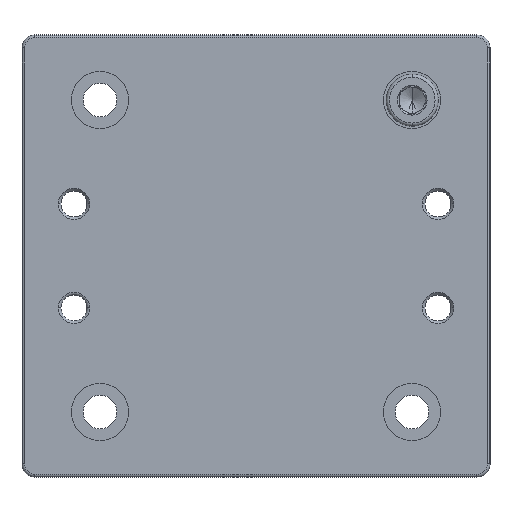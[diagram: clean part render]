
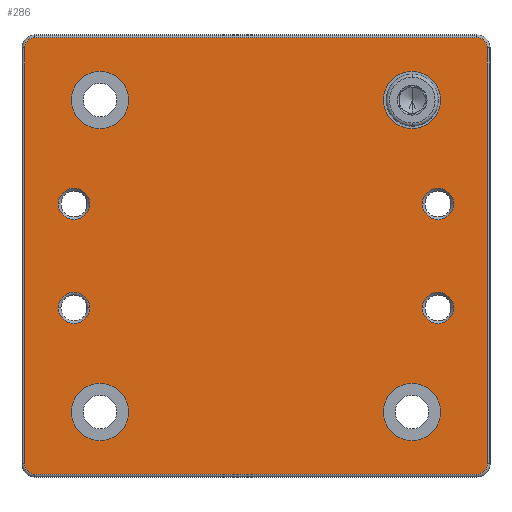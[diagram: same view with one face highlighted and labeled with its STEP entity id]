
A CAD part, top view. The second image highlights one B-rep face of the part: STEP entity #286.
In plain terms, the highlighted planar face has unit normal (0, 0, 1).
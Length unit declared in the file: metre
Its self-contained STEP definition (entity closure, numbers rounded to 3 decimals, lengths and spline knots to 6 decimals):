
#286=ADVANCED_FACE('0:3002',(#619,#620,#621,#622,#623,#624,#625,#626,#627),#628,.F.);
#619=FACE_BOUND('',#1060,.T.);
#620=FACE_BOUND('',#1061,.T.);
#621=FACE_BOUND('',#1062,.T.);
#622=FACE_BOUND('',#1063,.T.);
#623=FACE_BOUND('',#1064,.T.);
#624=FACE_BOUND('',#1065,.T.);
#625=FACE_BOUND('',#1066,.T.);
#626=FACE_BOUND('',#1067,.T.);
#627=FACE_OUTER_BOUND('',#1068,.T.);
#628=PLANE('',#1069);
#1060=EDGE_LOOP('',(#1662,#1663));
#1061=EDGE_LOOP('',(#1664,#1665));
#1062=EDGE_LOOP('',(#1666,#1667));
#1063=EDGE_LOOP('',(#1668,#1669));
#1064=EDGE_LOOP('',(#1670,#1671));
#1065=EDGE_LOOP('',(#1672,#1673));
#1066=EDGE_LOOP('',(#1674,#1675));
#1067=EDGE_LOOP('',(#1676,#1677));
#1068=EDGE_LOOP('',(#1678,#1679,#1680,#1681,#1682,#1683,#1684,#1685));
#1069=AXIS2_PLACEMENT_3D('',#1686,#1687,#1688);
#1662=ORIENTED_EDGE('',*,*,#2518,.F.);
#1663=ORIENTED_EDGE('',*,*,#2580,.F.);
#1664=ORIENTED_EDGE('',*,*,#2500,.F.);
#1665=ORIENTED_EDGE('',*,*,#2581,.F.);
#1666=ORIENTED_EDGE('',*,*,#2582,.T.);
#1667=ORIENTED_EDGE('',*,*,#2482,.T.);
#1668=ORIENTED_EDGE('',*,*,#2583,.T.);
#1669=ORIENTED_EDGE('',*,*,#2477,.T.);
#1670=ORIENTED_EDGE('',*,*,#2584,.T.);
#1671=ORIENTED_EDGE('',*,*,#2462,.T.);
#1672=ORIENTED_EDGE('',*,*,#2585,.T.);
#1673=ORIENTED_EDGE('',*,*,#2457,.T.);
#1674=ORIENTED_EDGE('',*,*,#2491,.F.);
#1675=ORIENTED_EDGE('',*,*,#2586,.F.);
#1676=ORIENTED_EDGE('',*,*,#2509,.F.);
#1677=ORIENTED_EDGE('',*,*,#2587,.F.);
#1678=ORIENTED_EDGE('',*,*,#2541,.F.);
#1679=ORIENTED_EDGE('',*,*,#2545,.F.);
#1680=ORIENTED_EDGE('',*,*,#2532,.F.);
#1681=ORIENTED_EDGE('',*,*,#2559,.F.);
#1682=ORIENTED_EDGE('',*,*,#2522,.F.);
#1683=ORIENTED_EDGE('',*,*,#2564,.F.);
#1684=ORIENTED_EDGE('',*,*,#2555,.F.);
#1685=ORIENTED_EDGE('',*,*,#2550,.F.);
#1686=CARTESIAN_POINT('',(0.,0.0,0.01662));
#1687=DIRECTION('',(0.,0.0,-1.0));
#1688=DIRECTION('',(-1.0,0.0,0.));
#2457=EDGE_CURVE('',#2925,#2929,#2931,.T.);
#2462=EDGE_CURVE('',#2934,#2938,#2940,.T.);
#2477=EDGE_CURVE('',#2961,#2965,#2967,.T.);
#2482=EDGE_CURVE('',#2970,#2974,#2976,.T.);
#2491=EDGE_CURVE('5:950032',#2987,#2984,#2989,.T.);
#2500=EDGE_CURVE('5:950061',#3000,#2997,#3002,.T.);
#2509=EDGE_CURVE('5:950093',#3013,#3010,#3015,.T.);
#2518=EDGE_CURVE('5:950125',#3028,#3026,#3030,.T.);
#2522=EDGE_CURVE('5:950253',#3035,#3037,#3038,.T.);
#2532=EDGE_CURVE('5:950229',#3053,#3055,#3056,.T.);
#2541=EDGE_CURVE('5:950211',#3068,#3070,#3071,.T.);
#2545=EDGE_CURVE('5:950217',#3055,#3068,#3076,.T.);
#2550=EDGE_CURVE('5:950223',#3070,#3079,#3082,.T.);
#2555=EDGE_CURVE('5:950235',#3079,#3088,#3089,.T.);
#2559=EDGE_CURVE('5:950241',#3037,#3053,#3094,.T.);
#2564=EDGE_CURVE('5:950247',#3088,#3035,#3100,.T.);
#2580=EDGE_CURVE('',#3026,#3028,#3118,.T.);
#2581=EDGE_CURVE('',#2997,#3000,#3119,.T.);
#2582=EDGE_CURVE('0:101089',#2974,#2970,#3120,.T.);
#2583=EDGE_CURVE('0:100180',#2965,#2961,#3121,.T.);
#2584=EDGE_CURVE('0:99320',#2938,#2934,#3122,.T.);
#2585=EDGE_CURVE('0:97908',#2929,#2925,#3123,.T.);
#2586=EDGE_CURVE('',#2984,#2987,#3124,.T.);
#2587=EDGE_CURVE('',#3010,#3013,#3125,.T.);
#2925=VERTEX_POINT('',#3572);
#2929=VERTEX_POINT('',#3577);
#2931=CIRCLE('',#3580,0.0055);
#2934=VERTEX_POINT('',#3583);
#2938=VERTEX_POINT('',#3588);
#2940=CIRCLE('',#3591,0.0055);
#2961=VERTEX_POINT('',#3616);
#2965=VERTEX_POINT('',#3621);
#2967=CIRCLE('',#3624,0.0055);
#2970=VERTEX_POINT('',#3627);
#2974=VERTEX_POINT('',#3632);
#2976=CIRCLE('',#3635,0.0055);
#2984=VERTEX_POINT('',#3645);
#2987=VERTEX_POINT('',#3649);
#2989=CIRCLE('',#3652,0.003);
#2997=VERTEX_POINT('',#3662);
#3000=VERTEX_POINT('',#3666);
#3002=CIRCLE('',#3669,0.003);
#3010=VERTEX_POINT('',#3679);
#3013=VERTEX_POINT('',#3683);
#3015=CIRCLE('',#3686,0.003);
#3026=VERTEX_POINT('',#3699);
#3028=VERTEX_POINT('',#3701);
#3030=CIRCLE('',#3703,0.003);
#3035=VERTEX_POINT('',#3709);
#3037=VERTEX_POINT('',#3711);
#3038=LINE('',#3712,#3713);
#3053=VERTEX_POINT('',#3731);
#3055=VERTEX_POINT('',#3733);
#3056=LINE('',#3734,#3735);
#3068=VERTEX_POINT('',#3749);
#3070=VERTEX_POINT('',#3751);
#3071=LINE('',#3752,#3753);
#3076=CIRCLE('',#3758,0.002);
#3079=VERTEX_POINT('',#3761);
#3082=CIRCLE('',#3764,0.002);
#3088=VERTEX_POINT('',#3771);
#3089=LINE('',#3772,#3773);
#3094=CIRCLE('',#3778,0.002);
#3100=CIRCLE('',#3784,0.002);
#3118=CIRCLE('',#3809,0.003);
#3119=CIRCLE('',#3810,0.003);
#3120=CIRCLE('',#3811,0.0055);
#3121=CIRCLE('',#3812,0.0055);
#3122=CIRCLE('',#3813,0.0055);
#3123=CIRCLE('',#3814,0.0055);
#3124=CIRCLE('',#3815,0.003);
#3125=CIRCLE('',#3816,0.003);
#3572=CARTESIAN_POINT('',(0.0245,-0.03,0.01662));
#3577=CARTESIAN_POINT('',(0.0355,-0.03,0.01662));
#3580=AXIS2_PLACEMENT_3D('',#4377,#4378,#4379);
#3583=CARTESIAN_POINT('',(-0.0355,-0.03,0.01662));
#3588=CARTESIAN_POINT('',(-0.0245,-0.03,0.01662));
#3591=AXIS2_PLACEMENT_3D('',#4385,#4386,#4387);
#3616=CARTESIAN_POINT('',(-0.0355,0.03,0.01662));
#3621=CARTESIAN_POINT('',(-0.0245,0.03,0.01662));
#3624=AXIS2_PLACEMENT_3D('',#4409,#4410,#4411);
#3627=CARTESIAN_POINT('',(0.0245,0.03,0.01662));
#3632=CARTESIAN_POINT('',(0.0355,0.03,0.01662));
#3635=AXIS2_PLACEMENT_3D('',#4417,#4418,#4419);
#3645=CARTESIAN_POINT('',(0.038,-0.01,0.01662));
#3649=CARTESIAN_POINT('',(0.032,-0.01,0.01662));
#3652=AXIS2_PLACEMENT_3D('',#4430,#4431,#4432);
#3662=CARTESIAN_POINT('',(0.038,0.01,0.01662));
#3666=CARTESIAN_POINT('',(0.032,0.01,0.01662));
#3669=AXIS2_PLACEMENT_3D('',#4443,#4444,#4445);
#3679=CARTESIAN_POINT('',(-0.032,0.01,0.01662));
#3683=CARTESIAN_POINT('',(-0.038,0.01,0.01662));
#3686=AXIS2_PLACEMENT_3D('',#4456,#4457,#4458);
#3699=CARTESIAN_POINT('',(-0.038,-0.01,0.01662));
#3701=CARTESIAN_POINT('',(-0.032,-0.01,0.01662));
#3703=AXIS2_PLACEMENT_3D('',#4473,#4474,#4475);
#3709=CARTESIAN_POINT('',(-0.0425,0.042,0.01662));
#3711=CARTESIAN_POINT('',(0.0425,0.042,0.01662));
#3712=CARTESIAN_POINT('',(0.,0.042,0.01662));
#3713=VECTOR('',#4480,1.0);
#3731=CARTESIAN_POINT('',(0.0445,0.04,0.01662));
#3733=CARTESIAN_POINT('',(0.0445,-0.04,0.01662));
#3734=CARTESIAN_POINT('',(0.0445,0.0,0.01662));
#3735=VECTOR('',#4496,1.0);
#3749=CARTESIAN_POINT('',(0.0425,-0.042,0.01662));
#3751=CARTESIAN_POINT('',(-0.0425,-0.042,0.01662));
#3752=CARTESIAN_POINT('',(0.,-0.042,0.01662));
#3753=VECTOR('',#4511,1.0);
#3758=AXIS2_PLACEMENT_3D('',#4518,#4519,#4520);
#3761=CARTESIAN_POINT('',(-0.0445,-0.04,0.01662));
#3764=AXIS2_PLACEMENT_3D('',#4530,#4531,#4532);
#3771=CARTESIAN_POINT('',(-0.0445,0.04,0.01662));
#3772=CARTESIAN_POINT('',(-0.0445,0.0,0.01662));
#3773=VECTOR('',#4537,1.0);
#3778=AXIS2_PLACEMENT_3D('',#4544,#4545,#4546);
#3784=AXIS2_PLACEMENT_3D('',#4556,#4557,#4558);
#3809=AXIS2_PLACEMENT_3D('',#4572,#4573,#4574);
#3810=AXIS2_PLACEMENT_3D('',#4575,#4576,#4577);
#3811=AXIS2_PLACEMENT_3D('',#4578,#4579,#4580);
#3812=AXIS2_PLACEMENT_3D('',#4581,#4582,#4583);
#3813=AXIS2_PLACEMENT_3D('',#4584,#4585,#4586);
#3814=AXIS2_PLACEMENT_3D('',#4587,#4588,#4589);
#3815=AXIS2_PLACEMENT_3D('',#4590,#4591,#4592);
#3816=AXIS2_PLACEMENT_3D('',#4593,#4594,#4595);
#4377=CARTESIAN_POINT('',(0.03,-0.03,0.01662));
#4378=DIRECTION('',(0.,0.0,-1.0));
#4379=DIRECTION('',(-1.0,0.0,0.));
#4385=CARTESIAN_POINT('',(-0.03,-0.03,0.01662));
#4386=DIRECTION('',(0.,0.0,-1.0));
#4387=DIRECTION('',(-1.0,0.0,0.));
#4409=CARTESIAN_POINT('',(-0.03,0.03,0.01662));
#4410=DIRECTION('',(0.,0.0,-1.0));
#4411=DIRECTION('',(-1.0,0.0,0.));
#4417=CARTESIAN_POINT('',(0.03,0.03,0.01662));
#4418=DIRECTION('',(0.,0.0,-1.0));
#4419=DIRECTION('',(-1.0,0.0,0.));
#4430=CARTESIAN_POINT('',(0.035,-0.01,0.01662));
#4431=DIRECTION('',(0.,-0.0,1.0));
#4432=DIRECTION('',(1.0,0.0,0.));
#4443=CARTESIAN_POINT('',(0.035,0.01,0.01662));
#4444=DIRECTION('',(0.,-0.0,1.0));
#4445=DIRECTION('',(1.0,0.0,0.));
#4456=CARTESIAN_POINT('',(-0.035,0.01,0.01662));
#4457=DIRECTION('',(0.,-0.0,1.0));
#4458=DIRECTION('',(1.0,0.0,0.));
#4473=CARTESIAN_POINT('',(-0.035,-0.01,0.01662));
#4474=DIRECTION('',(0.,-0.0,1.0));
#4475=DIRECTION('',(-1.0,0.0,0.));
#4480=DIRECTION('',(1.0,0.0,0.));
#4496=DIRECTION('',(0.0,-1.0,0.0));
#4511=DIRECTION('',(-1.0,-0.0,0.));
#4518=CARTESIAN_POINT('',(0.0425,-0.04,0.01662));
#4519=DIRECTION('',(0.,0.0,-1.0));
#4520=DIRECTION('',(0.707,-0.707,0.));
#4530=CARTESIAN_POINT('',(-0.0425,-0.04,0.01662));
#4531=DIRECTION('',(0.,0.,-1.0));
#4532=DIRECTION('',(-0.707,-0.707,0.));
#4537=DIRECTION('',(-0.0,1.0,0.0));
#4544=CARTESIAN_POINT('',(0.0425,0.04,0.01662));
#4545=DIRECTION('',(0.,0.0,-1.0));
#4546=DIRECTION('',(0.707,0.707,0.));
#4556=CARTESIAN_POINT('',(-0.0425,0.04,0.01662));
#4557=DIRECTION('',(0.,0.0,-1.0));
#4558=DIRECTION('',(-0.707,0.707,0.));
#4572=CARTESIAN_POINT('',(-0.035,-0.01,0.01662));
#4573=DIRECTION('',(0.,-0.0,1.0));
#4574=DIRECTION('',(-1.0,0.0,0.));
#4575=CARTESIAN_POINT('',(0.035,0.01,0.01662));
#4576=DIRECTION('',(0.,-0.0,1.0));
#4577=DIRECTION('',(1.0,0.0,0.));
#4578=CARTESIAN_POINT('',(0.03,0.03,0.01662));
#4579=DIRECTION('',(0.,0.0,-1.0));
#4580=DIRECTION('',(-1.0,0.0,0.));
#4581=CARTESIAN_POINT('',(-0.03,0.03,0.01662));
#4582=DIRECTION('',(0.,0.0,-1.0));
#4583=DIRECTION('',(-1.0,0.0,0.));
#4584=CARTESIAN_POINT('',(-0.03,-0.03,0.01662));
#4585=DIRECTION('',(0.,0.0,-1.0));
#4586=DIRECTION('',(-1.0,0.0,0.));
#4587=CARTESIAN_POINT('',(0.03,-0.03,0.01662));
#4588=DIRECTION('',(0.,0.0,-1.0));
#4589=DIRECTION('',(-1.0,0.0,0.));
#4590=CARTESIAN_POINT('',(0.035,-0.01,0.01662));
#4591=DIRECTION('',(0.,-0.0,1.0));
#4592=DIRECTION('',(1.0,0.0,0.));
#4593=CARTESIAN_POINT('',(-0.035,0.01,0.01662));
#4594=DIRECTION('',(0.,-0.0,1.0));
#4595=DIRECTION('',(1.0,0.0,0.));
